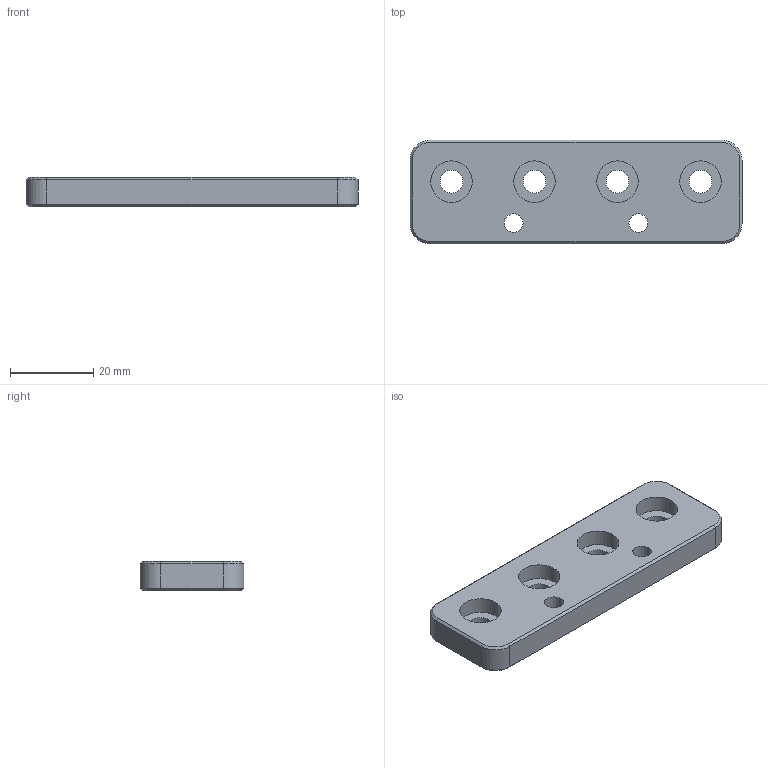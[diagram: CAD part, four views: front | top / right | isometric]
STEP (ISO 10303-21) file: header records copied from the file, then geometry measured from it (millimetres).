
FILE_DESCRIPTION(/* description */ (''),/* implementation_level */ '2;1');
FILE_NAME(/* name */ 'JKK60_RailTo2080ProfileAdapter v5.step',/* time_stamp */ '2024-11-10T09:18:19+01:00',/* author */ (''),/* organization */ (''),/* preprocessor_version */ 'ST-DEVELOPER v20',/* originating_system */ 'Autodesk Translation Framework v13.14.0.145',/* authorisation */ '');
FILE_SCHEMA (('AUTOMOTIVE_DESIGN { 1 0 10303 214 3 1 1 }'));
Length unit declared in the file: millimetre
Products named in the file (1): JKK60_RailTo2080ProfileAdapter
Bounding box: 80 x 25 x 7 mm (x, y, z)
Volume: 12035.3 mm3; surface area: 5902.6 mm2
Topology: 1 solids, 1 shells, 40 faces, 86 edges, 52 vertices
Faces by surface type: plane 18, cylinder 14, cone 8
Full cylindrical faces by diameter (mm): 4.5 x2, 5.5 x4, 10 x4
Entity records: 1135 total; most frequent: DIRECTION 204, CARTESIAN_POINT 179, ORIENTED_EDGE 172, EDGE_CURVE 86, AXIS2_PLACEMENT_3D 77, EDGE_LOOP 56, VERTEX_POINT 52, LINE 50
